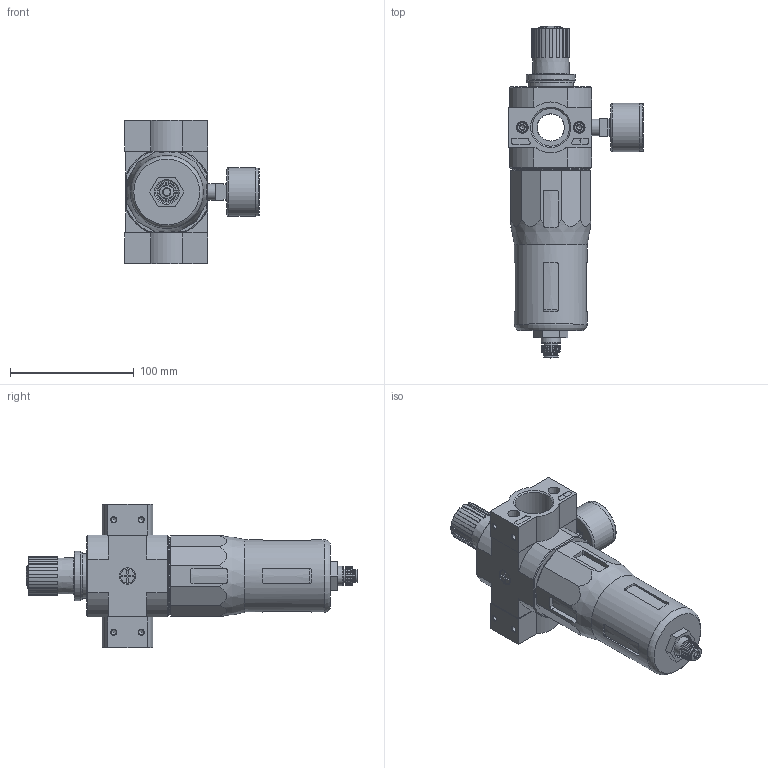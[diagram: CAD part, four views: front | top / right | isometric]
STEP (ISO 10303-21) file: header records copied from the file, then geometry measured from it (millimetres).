
FILE_DESCRIPTION(/* description */ ('STEP AP214'),/* implementation_level */ '2;1');
FILE_NAME(/* name */ '162733_LFR-1-D-5M-MAXI-A',/* time_stamp */ '2024-08-28T06:39:57+02:00',/* author */ ('License CC BY-ND 4.0'),/* organization */ ('CADENAS'),/* preprocessor_version */ 'ST-DEVELOPER v19.3',/* originating_system */ 'PARTsolutions',/* authorisation */ ' ');
FILE_SCHEMA (('AUTOMOTIVE_DESIGN {1 0 10303 214 3 1 1}'));
Length unit declared in the file: millimetre
Products named in the file (9): 162733 LFR-1-D-5M-MAXI-A---(0); 127318 LFR-D-5M-MAXI-A--(0); 8003639 PAGN-40-16-G14; 380315 PBL-1-D-MAXI-R---(0) p1; DIN-912 - M5x20(F); 380313 PBL-1-D-MAXI-L---(1) p1; 398011 LRVS-D-MINI; 125696 LR/LFR-D-MAXI; 526489 MS4-LFR-V
Assembly tree (11 placements, depth 2):
  162733 LFR-1-D-5M-MAXI-A---(0)
    127318 LFR-D-5M-MAXI-A--(0)
    8003639 PAGN-40-16-G14
    380315 PBL-1-D-MAXI-R---(0) p1
    DIN-912 - M5x20(F)  x4
    380313 PBL-1-D-MAXI-L---(1) p1
    398011 LRVS-D-MINI
    125696 LR/LFR-D-MAXI
    526489 MS4-LFR-V
Bounding box: 108.95 x 268.22 x 116 mm (x, y, z)
Volume: 771157.8 mm3; surface area: 104911.1 mm2
Topology: 11 solids, 12 shells, 632 faces, 1522 edges, 966 vertices
Faces by surface type: plane 332, cylinder 150, cone 108, torus 37, sphere 5
Full cylindrical faces by diameter (mm): 2 x1, 4.134 x8, 4.2 x1, 5 x4, 6 x1, 8.5 x4, 8.7 x1, 9.5 x1, 11 x2, 11.4 x1, 11.445 x2, 11.6 x1, 11.8 x1, 13.157 x2, 15.8 x1, 18 x1, 22 x3, 24.9 x1, 26.9 x1, 30 x2, 30.291 x2, 34.16 x1, 34.376 x1, 36 x1, 38.5 x1, 38.7 x1, 39 x1, 39.8 x1, 58.8 x1, 59 x1
Entity records: 18480 total; most frequent: CARTESIAN_POINT 3293, DIRECTION 2632, ORIENTED_EDGE 2412, EDGE_CURVE 1206, AXIS2_PLACEMENT_3D 1036, VERTEX_POINT 867, FACE_BOUND 763, EDGE_LOOP 754
